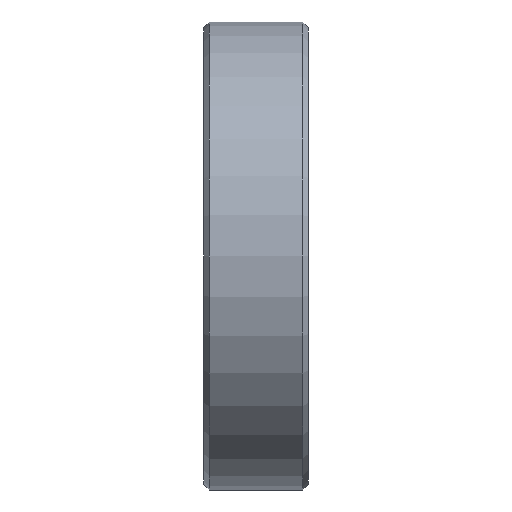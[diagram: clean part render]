
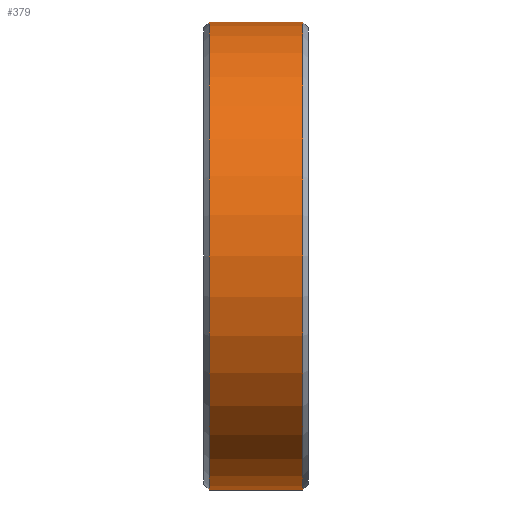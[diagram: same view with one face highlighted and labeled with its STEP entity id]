
A CAD part, left-side view. The second image highlights one B-rep face of the part: STEP entity #379.
In plain terms, the highlighted cylindrical face has radius 17 mm (diameter 34 mm), a partial arc.
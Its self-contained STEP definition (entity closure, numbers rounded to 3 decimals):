
#5 = DIRECTION ( 'NONE',  ( 0., 1., 0. ) ) ;
#59 = CARTESIAN_POINT ( 'NONE',  ( 0., 7.2, 17. ) ) ;
#63 = VECTOR ( 'NONE', #5, 1000. ) ;
#117 = VERTEX_POINT ( 'NONE', #1259 ) ;
#123 = EDGE_CURVE ( 'NONE', #491, #1331, #1288, .T. ) ;
#192 = DIRECTION ( 'NONE',  ( 0., 0., 1. ) ) ;
#248 = AXIS2_PLACEMENT_3D ( 'NONE', #1181, #740, #192 ) ;
#334 = ORIENTED_EDGE ( 'NONE', *, *, #1076, .T. ) ;
#379 = ADVANCED_FACE ( 'NONE', ( #1700 ), #1466, .T. ) ;
#407 = CARTESIAN_POINT ( 'NONE',  ( 0., 7.2, 0. ) ) ;
#419 = CARTESIAN_POINT ( 'NONE',  ( 0., 7.2, -17. ) ) ;
#491 = VERTEX_POINT ( 'NONE', #1304 ) ;
#522 = DIRECTION ( 'NONE',  ( 0., -1., 0. ) ) ;
#551 = DIRECTION ( 'NONE',  ( 0., 0., 1. ) ) ;
#565 = CIRCLE ( 'NONE', #1597, 17. ) ;
#584 = DIRECTION ( 'NONE',  ( 0., 1., 0. ) ) ;
#740 = DIRECTION ( 'NONE',  ( 0., 1., 0. ) ) ;
#856 = LINE ( 'NONE', #1126, #63 ) ;
#912 = AXIS2_PLACEMENT_3D ( 'NONE', #407, #522, #551 ) ;
#933 = DIRECTION ( 'NONE',  ( 0., 0., -1. ) ) ;
#950 = EDGE_LOOP ( 'NONE', ( #1529, #1381, #1324, #334 ) ) ;
#1069 = VECTOR ( 'NONE', #584, 1000. ) ;
#1076 = EDGE_CURVE ( 'NONE', #1395, #1331, #1309, .T. ) ;
#1126 = CARTESIAN_POINT ( 'NONE',  ( 0., 53.835, 17. ) ) ;
#1181 = CARTESIAN_POINT ( 'NONE',  ( 0., 53.835, 0. ) ) ;
#1259 = CARTESIAN_POINT ( 'NONE',  ( 0., 0.4, 17. ) ) ;
#1288 = LINE ( 'NONE', #1512, #1069 ) ;
#1304 = CARTESIAN_POINT ( 'NONE',  ( 0., 0.4, -17. ) ) ;
#1309 = CIRCLE ( 'NONE', #912, 17. ) ;
#1324 = ORIENTED_EDGE ( 'NONE', *, *, #1334, .T. ) ;
#1331 = VERTEX_POINT ( 'NONE', #419 ) ;
#1334 = EDGE_CURVE ( 'NONE', #117, #1395, #856, .T. ) ;
#1381 = ORIENTED_EDGE ( 'NONE', *, *, #1602, .T. ) ;
#1395 = VERTEX_POINT ( 'NONE', #59 ) ;
#1466 = CYLINDRICAL_SURFACE ( 'NONE', #248, 17. ) ;
#1499 = CARTESIAN_POINT ( 'NONE',  ( 0., 0.4, 0. ) ) ;
#1512 = CARTESIAN_POINT ( 'NONE',  ( 0., 53.835, -17. ) ) ;
#1529 = ORIENTED_EDGE ( 'NONE', *, *, #123, .F. ) ;
#1597 = AXIS2_PLACEMENT_3D ( 'NONE', #1499, #1624, #933 ) ;
#1602 = EDGE_CURVE ( 'NONE', #491, #117, #565, .T. ) ;
#1624 = DIRECTION ( 'NONE',  ( 0., 1., 0. ) ) ;
#1700 = FACE_OUTER_BOUND ( 'NONE', #950, .T. ) ;
